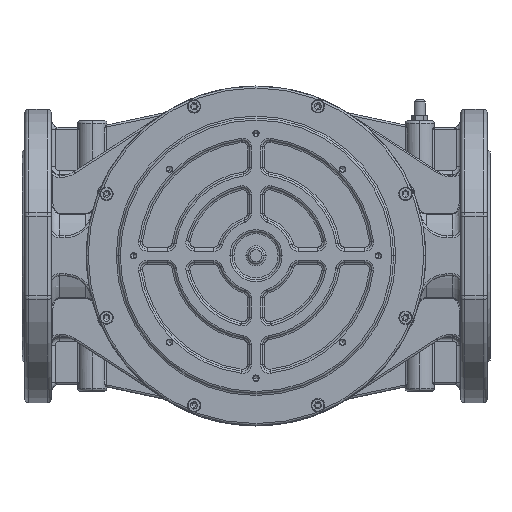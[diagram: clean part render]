
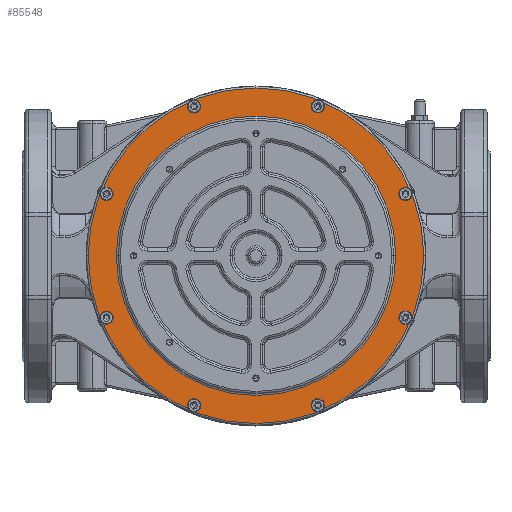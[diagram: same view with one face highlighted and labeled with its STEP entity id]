
A CAD part, top view. The second image highlights one B-rep face of the part: STEP entity #85548.
In plain terms, the highlighted face is planar.
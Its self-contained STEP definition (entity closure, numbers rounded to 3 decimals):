
#82469=CARTESIAN_POINT('',(0.,0.,0.));
#82470=DIRECTION('',(0.,-1.,0.));
#82471=DIRECTION('',(1.,0.,0.));
#82472=AXIS2_PLACEMENT_3D('',#82469,#82470,#82471);
#82474=CARTESIAN_POINT('',(0.,0.,0.));
#82475=DIRECTION('',(0.,-1.,0.));
#82476=DIRECTION('',(-1.,0.,0.));
#82477=AXIS2_PLACEMENT_3D('',#82474,#82475,#82476);
#82479=CARTESIAN_POINT('',(0.,0.,0.));
#82480=DIRECTION('',(0.,-1.,0.));
#82481=DIRECTION('',(1.,0.,0.));
#82482=AXIS2_PLACEMENT_3D('',#82479,#82480,#82481);
#82484=CARTESIAN_POINT('',(0.,0.,0.));
#82485=DIRECTION('',(0.,-1.,0.));
#82486=DIRECTION('',(-1.,0.,0.));
#82487=AXIS2_PLACEMENT_3D('',#82484,#82485,#82486);
#82489=CARTESIAN_POINT('',(46.305,0.,111.789));
#82490=DIRECTION('',(0.,1.,0.));
#82491=DIRECTION('',(-1.,0.,0.));
#82492=AXIS2_PLACEMENT_3D('',#82489,#82490,#82491);
#82494=CARTESIAN_POINT('',(46.305,0.,111.789));
#82495=DIRECTION('',(0.,1.,0.));
#82496=DIRECTION('',(1.,0.,0.));
#82497=AXIS2_PLACEMENT_3D('',#82494,#82495,#82496);
#82499=CARTESIAN_POINT('',(111.789,0.,46.305));
#82500=DIRECTION('',(0.,1.,0.));
#82501=DIRECTION('',(-0.707,0.,0.707));
#82502=AXIS2_PLACEMENT_3D('',#82499,#82500,#82501);
#82504=CARTESIAN_POINT('',(111.789,0.,46.305));
#82505=DIRECTION('',(0.,1.,0.));
#82506=DIRECTION('',(0.707,0.,-0.707));
#82507=AXIS2_PLACEMENT_3D('',#82504,#82505,#82506);
#82509=CARTESIAN_POINT('',(111.789,0.,-46.305));
#82510=DIRECTION('',(0.,1.,0.));
#82511=DIRECTION('',(0.,0.,1.));
#82512=AXIS2_PLACEMENT_3D('',#82509,#82510,#82511);
#82514=CARTESIAN_POINT('',(111.789,0.,-46.305));
#82515=DIRECTION('',(0.,1.,0.));
#82516=DIRECTION('',(0.,0.,-1.));
#82517=AXIS2_PLACEMENT_3D('',#82514,#82515,#82516);
#82519=CARTESIAN_POINT('',(46.305,0.,-111.789));
#82520=DIRECTION('',(0.,1.,0.));
#82521=DIRECTION('',(0.707,0.,0.707));
#82522=AXIS2_PLACEMENT_3D('',#82519,#82520,#82521);
#82524=CARTESIAN_POINT('',(46.305,0.,-111.789));
#82525=DIRECTION('',(0.,1.,0.));
#82526=DIRECTION('',(-0.707,0.,-0.707));
#82527=AXIS2_PLACEMENT_3D('',#82524,#82525,#82526);
#82529=CARTESIAN_POINT('',(-46.305,0.,-111.789));
#82530=DIRECTION('',(0.,1.,0.));
#82531=DIRECTION('',(1.,0.,0.));
#82532=AXIS2_PLACEMENT_3D('',#82529,#82530,#82531);
#82534=CARTESIAN_POINT('',(-46.305,0.,-111.789));
#82535=DIRECTION('',(0.,1.,0.));
#82536=DIRECTION('',(-1.,0.,0.));
#82537=AXIS2_PLACEMENT_3D('',#82534,#82535,#82536);
#82539=CARTESIAN_POINT('',(-111.789,0.,-46.305));
#82540=DIRECTION('',(0.,1.,0.));
#82541=DIRECTION('',(0.707,0.,-0.707));
#82542=AXIS2_PLACEMENT_3D('',#82539,#82540,#82541);
#82544=CARTESIAN_POINT('',(-111.789,0.,-46.305));
#82545=DIRECTION('',(0.,1.,0.));
#82546=DIRECTION('',(-0.707,0.,0.707));
#82547=AXIS2_PLACEMENT_3D('',#82544,#82545,#82546);
#82549=CARTESIAN_POINT('',(-111.789,0.,46.305));
#82550=DIRECTION('',(0.,1.,0.));
#82551=DIRECTION('',(0.,0.,-1.));
#82552=AXIS2_PLACEMENT_3D('',#82549,#82550,#82551);
#82554=CARTESIAN_POINT('',(-111.789,0.,46.305));
#82555=DIRECTION('',(0.,1.,0.));
#82556=DIRECTION('',(0.,0.,1.));
#82557=AXIS2_PLACEMENT_3D('',#82554,#82555,#82556);
#82559=CARTESIAN_POINT('',(-46.305,0.,111.789));
#82560=DIRECTION('',(0.,1.,0.));
#82561=DIRECTION('',(-0.707,0.,-0.707));
#82562=AXIS2_PLACEMENT_3D('',#82559,#82560,#82561);
#82564=CARTESIAN_POINT('',(-46.305,0.,111.789));
#82565=DIRECTION('',(0.,1.,0.));
#82566=DIRECTION('',(0.707,0.,0.707));
#82567=AXIS2_PLACEMENT_3D('',#82564,#82565,#82566);
#84975=CARTESIAN_POINT('',(104.5,0.,0.));
#84976=CARTESIAN_POINT('',(-104.5,0.,0.));
#84977=VERTEX_POINT('',#84975);
#84978=VERTEX_POINT('',#84976);
#85219=CARTESIAN_POINT('',(125.5,0.,0.));
#85220=CARTESIAN_POINT('',(-125.5,0.,0.));
#85221=VERTEX_POINT('',#85219);
#85222=VERTEX_POINT('',#85220);
#85419=CARTESIAN_POINT('',(43.055,0.,111.789));
#85420=CARTESIAN_POINT('',(49.555,0.,111.789));
#85421=VERTEX_POINT('',#85419);
#85422=VERTEX_POINT('',#85420);
#85427=CARTESIAN_POINT('',(109.491,0.,48.603));
#85428=CARTESIAN_POINT('',(114.088,0.,44.007));
#85429=VERTEX_POINT('',#85427);
#85430=VERTEX_POINT('',#85428);
#85435=CARTESIAN_POINT('',(111.789,0.,-43.055));
#85436=CARTESIAN_POINT('',(111.789,0.,-49.555));
#85437=VERTEX_POINT('',#85435);
#85438=VERTEX_POINT('',#85436);
#85443=CARTESIAN_POINT('',(48.603,0.,-109.491));
#85444=CARTESIAN_POINT('',(44.007,0.,-114.088));
#85445=VERTEX_POINT('',#85443);
#85446=VERTEX_POINT('',#85444);
#85451=CARTESIAN_POINT('',(-43.055,0.,-111.789));
#85452=CARTESIAN_POINT('',(-49.555,0.,-111.789));
#85453=VERTEX_POINT('',#85451);
#85454=VERTEX_POINT('',#85452);
#85459=CARTESIAN_POINT('',(-109.491,0.,-48.603));
#85460=CARTESIAN_POINT('',(-114.088,0.,-44.007));
#85461=VERTEX_POINT('',#85459);
#85462=VERTEX_POINT('',#85460);
#85467=CARTESIAN_POINT('',(-111.789,0.,43.055));
#85468=CARTESIAN_POINT('',(-111.789,0.,49.555));
#85469=VERTEX_POINT('',#85467);
#85470=VERTEX_POINT('',#85468);
#85475=CARTESIAN_POINT('',(-48.603,0.,109.491));
#85476=CARTESIAN_POINT('',(-44.007,0.,114.088));
#85477=VERTEX_POINT('',#85475);
#85478=VERTEX_POINT('',#85476);
#85483=CARTESIAN_POINT('',(0.,0.,0.));
#85484=DIRECTION('',(0.,1.,0.));
#85485=DIRECTION('',(1.,0.,0.));
#85486=AXIS2_PLACEMENT_3D('',#85483,#85484,#85485);
#85487=PLANE('',#85486);
#85489=ORIENTED_EDGE('',*,*,#85488,.F.);
#85491=ORIENTED_EDGE('',*,*,#85490,.F.);
#85492=EDGE_LOOP('',(#85489,#85491));
#85493=FACE_OUTER_BOUND('',#85492,.F.);
#85495=ORIENTED_EDGE('',*,*,#85494,.T.);
#85497=ORIENTED_EDGE('',*,*,#85496,.T.);
#85498=EDGE_LOOP('',(#85495,#85497));
#85499=FACE_BOUND('',#85498,.F.);
#85501=ORIENTED_EDGE('',*,*,#85500,.F.);
#85503=ORIENTED_EDGE('',*,*,#85502,.F.);
#85504=EDGE_LOOP('',(#85501,#85503));
#85505=FACE_BOUND('',#85504,.F.);
#85507=ORIENTED_EDGE('',*,*,#85506,.F.);
#85509=ORIENTED_EDGE('',*,*,#85508,.F.);
#85510=EDGE_LOOP('',(#85507,#85509));
#85511=FACE_BOUND('',#85510,.F.);
#85513=ORIENTED_EDGE('',*,*,#85512,.F.);
#85515=ORIENTED_EDGE('',*,*,#85514,.F.);
#85516=EDGE_LOOP('',(#85513,#85515));
#85517=FACE_BOUND('',#85516,.F.);
#85519=ORIENTED_EDGE('',*,*,#85518,.F.);
#85521=ORIENTED_EDGE('',*,*,#85520,.F.);
#85522=EDGE_LOOP('',(#85519,#85521));
#85523=FACE_BOUND('',#85522,.F.);
#85525=ORIENTED_EDGE('',*,*,#85524,.F.);
#85527=ORIENTED_EDGE('',*,*,#85526,.F.);
#85528=EDGE_LOOP('',(#85525,#85527));
#85529=FACE_BOUND('',#85528,.F.);
#85531=ORIENTED_EDGE('',*,*,#85530,.F.);
#85533=ORIENTED_EDGE('',*,*,#85532,.F.);
#85534=EDGE_LOOP('',(#85531,#85533));
#85535=FACE_BOUND('',#85534,.F.);
#85537=ORIENTED_EDGE('',*,*,#85536,.F.);
#85539=ORIENTED_EDGE('',*,*,#85538,.F.);
#85540=EDGE_LOOP('',(#85537,#85539));
#85541=FACE_BOUND('',#85540,.F.);
#85543=ORIENTED_EDGE('',*,*,#85542,.F.);
#85545=ORIENTED_EDGE('',*,*,#85544,.F.);
#85546=EDGE_LOOP('',(#85543,#85545));
#85547=FACE_BOUND('',#85546,.F.);
#85548=ADVANCED_FACE('',(#85493,#85499,#85505,#85511,#85517,#85523,#85529,
#85535,#85541,#85547),#85487,.F.);
#82473=CIRCLE('',#82472,104.5);
#82478=CIRCLE('',#82477,104.5);
#82483=CIRCLE('',#82482,125.5);
#82488=CIRCLE('',#82487,125.5);
#82493=CIRCLE('',#82492,3.25);
#82498=CIRCLE('',#82497,3.25);
#82503=CIRCLE('',#82502,3.25);
#82508=CIRCLE('',#82507,3.25);
#82513=CIRCLE('',#82512,3.25);
#82518=CIRCLE('',#82517,3.25);
#82523=CIRCLE('',#82522,3.25);
#82528=CIRCLE('',#82527,3.25);
#82533=CIRCLE('',#82532,3.25);
#82538=CIRCLE('',#82537,3.25);
#82543=CIRCLE('',#82542,3.25);
#82548=CIRCLE('',#82547,3.25);
#82553=CIRCLE('',#82552,3.25);
#82558=CIRCLE('',#82557,3.25);
#82563=CIRCLE('',#82562,3.25);
#82568=CIRCLE('',#82567,3.25);
#85488=EDGE_CURVE('',#85221,#85222,#82483,.T.);
#85490=EDGE_CURVE('',#85222,#85221,#82488,.T.);
#85494=EDGE_CURVE('',#84977,#84978,#82473,.T.);
#85496=EDGE_CURVE('',#84978,#84977,#82478,.T.);
#85500=EDGE_CURVE('',#85421,#85422,#82493,.T.);
#85502=EDGE_CURVE('',#85422,#85421,#82498,.T.);
#85506=EDGE_CURVE('',#85429,#85430,#82503,.T.);
#85508=EDGE_CURVE('',#85430,#85429,#82508,.T.);
#85512=EDGE_CURVE('',#85437,#85438,#82513,.T.);
#85514=EDGE_CURVE('',#85438,#85437,#82518,.T.);
#85518=EDGE_CURVE('',#85445,#85446,#82523,.T.);
#85520=EDGE_CURVE('',#85446,#85445,#82528,.T.);
#85524=EDGE_CURVE('',#85453,#85454,#82533,.T.);
#85526=EDGE_CURVE('',#85454,#85453,#82538,.T.);
#85530=EDGE_CURVE('',#85461,#85462,#82543,.T.);
#85532=EDGE_CURVE('',#85462,#85461,#82548,.T.);
#85536=EDGE_CURVE('',#85469,#85470,#82553,.T.);
#85538=EDGE_CURVE('',#85470,#85469,#82558,.T.);
#85542=EDGE_CURVE('',#85477,#85478,#82563,.T.);
#85544=EDGE_CURVE('',#85478,#85477,#82568,.T.);
